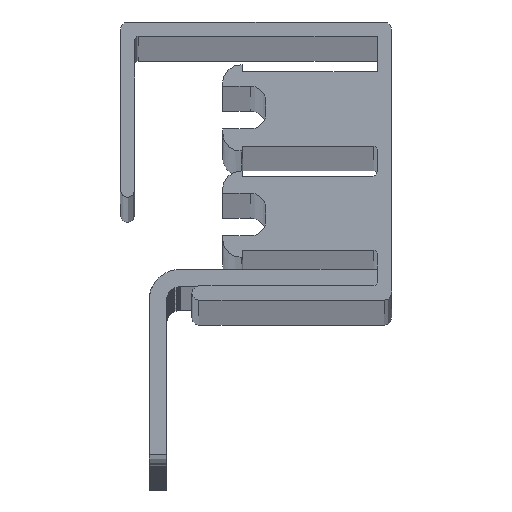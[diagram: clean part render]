
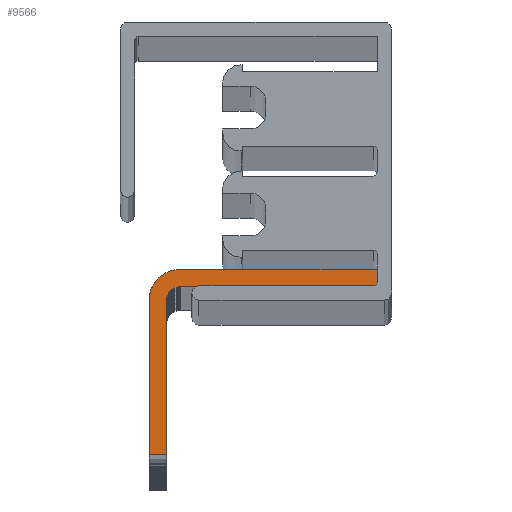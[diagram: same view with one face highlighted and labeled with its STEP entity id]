
A CAD part, top view. The second image highlights one B-rep face of the part: STEP entity #9566.
In plain terms, the highlighted planar face has unit normal (0, 0, 1).
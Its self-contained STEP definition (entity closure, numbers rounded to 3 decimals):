
#500=DIRECTION('',(-1.,0.,0.));
#501=VECTOR('',#500,12.25);
#502=CARTESIAN_POINT('',(8.25,-8.75,480.));
#503=LINE('',#502,#501);
#517=CARTESIAN_POINT('',(8.25,-8.5,480.));
#518=DIRECTION('',(0.,0.,1.));
#519=DIRECTION('',(0.,-1.,0.));
#520=AXIS2_PLACEMENT_3D('',#517,#518,#519);
#542=DIRECTION('',(0.,1.,0.));
#543=VECTOR('',#542,0.95);
#544=CARTESIAN_POINT('',(8.5,-8.5,480.));
#545=LINE('',#544,#543);
#913=DIRECTION('',(-1.,0.,0.));
#914=VECTOR('',#913,1.3);
#915=CARTESIAN_POINT('',(-4.,-8.75,480.));
#916=LINE('',#915,#914);
#917=CARTESIAN_POINT('',(-5.3,-9.75,480.));
#918=DIRECTION('',(0.,0.,1.));
#919=DIRECTION('',(0.,1.,0.));
#920=AXIS2_PLACEMENT_3D('',#917,#918,#919);
#922=DIRECTION('',(0.,-1.,0.));
#923=VECTOR('',#922,10.802);
#924=CARTESIAN_POINT('',(-6.3,-9.75,480.));
#925=LINE('',#924,#923);
#926=DIRECTION('',(-1.,0.,0.));
#927=VECTOR('',#926,1.2);
#928=CARTESIAN_POINT('',(-6.3,-20.552,480.));
#929=LINE('',#928,#927);
#930=DIRECTION('',(0.,1.,0.));
#931=VECTOR('',#930,10.802);
#932=CARTESIAN_POINT('',(-7.5,-20.552,480.));
#933=LINE('',#932,#931);
#934=CARTESIAN_POINT('',(-5.3,-9.75,480.));
#935=DIRECTION('',(0.,0.,-1.));
#936=DIRECTION('',(-1.,0.,0.));
#937=AXIS2_PLACEMENT_3D('',#934,#935,#936);
#1255=DIRECTION('',(-1.,0.,0.));
#1256=VECTOR('',#1255,13.8);
#1257=CARTESIAN_POINT('',(8.5,-7.55,480.));
#1258=LINE('',#1257,#1256);
#7135=CARTESIAN_POINT('',(-7.5,-20.552,480.));
#7137=VERTEX_POINT('',#7135);
#7145=CARTESIAN_POINT('',(-7.5,-9.75,480.));
#7146=VERTEX_POINT('',#7145);
#7153=CARTESIAN_POINT('',(-5.3,-7.55,480.));
#7154=VERTEX_POINT('',#7153);
#7573=CARTESIAN_POINT('',(-5.3,-8.75,480.));
#7575=VERTEX_POINT('',#7573);
#7579=CARTESIAN_POINT('',(-6.3,-9.75,480.));
#7580=VERTEX_POINT('',#7579);
#8217=CARTESIAN_POINT('',(-6.3,-20.552,480.));
#8218=VERTEX_POINT('',#8217);
#8220=CARTESIAN_POINT('',(-4.,-8.75,480.));
#8222=VERTEX_POINT('',#8220);
#8225=CARTESIAN_POINT('',(8.25,-8.75,480.));
#8226=VERTEX_POINT('',#8225);
#8229=CARTESIAN_POINT('',(8.5,-8.5,480.));
#8230=VERTEX_POINT('',#8229);
#8233=CARTESIAN_POINT('',(8.5,-7.55,480.));
#8234=VERTEX_POINT('',#8233);
#9543=CARTESIAN_POINT('',(0.5,-14.051,480.));
#9544=DIRECTION('',(0.,0.,1.));
#9545=DIRECTION('',(1.,0.,0.));
#9546=AXIS2_PLACEMENT_3D('',#9543,#9544,#9545);
#9547=PLANE('',#9546);
#9548=ORIENTED_EDGE('',*,*,#9137,.T.);
#9549=ORIENTED_EDGE('',*,*,#9087,.T.);
#9551=ORIENTED_EDGE('',*,*,#9550,.T.);
#9553=ORIENTED_EDGE('',*,*,#9552,.T.);
#9555=ORIENTED_EDGE('',*,*,#9554,.T.);
#9557=ORIENTED_EDGE('',*,*,#9556,.T.);
#9559=ORIENTED_EDGE('',*,*,#9558,.T.);
#9561=ORIENTED_EDGE('',*,*,#9560,.F.);
#9562=ORIENTED_EDGE('',*,*,#9188,.F.);
#9563=ORIENTED_EDGE('',*,*,#9165,.F.);
#9564=EDGE_LOOP('',(#9548,#9549,#9551,#9553,#9555,#9557,#9559,#9561,#9562,
#9563));
#9565=FACE_OUTER_BOUND('',#9564,.F.);
#521=CIRCLE('',#520,0.25);
#921=CIRCLE('',#920,1.);
#938=CIRCLE('',#937,2.2);
#9087=EDGE_CURVE('',#8222,#7575,#916,.T.);
#9137=EDGE_CURVE('',#8226,#8222,#503,.T.);
#9165=EDGE_CURVE('',#8226,#8230,#521,.T.);
#9188=EDGE_CURVE('',#8230,#8234,#545,.T.);
#9550=EDGE_CURVE('',#7575,#7580,#921,.T.);
#9552=EDGE_CURVE('',#7580,#8218,#925,.T.);
#9554=EDGE_CURVE('',#8218,#7137,#929,.T.);
#9556=EDGE_CURVE('',#7137,#7146,#933,.T.);
#9558=EDGE_CURVE('',#7146,#7154,#938,.T.);
#9560=EDGE_CURVE('',#8234,#7154,#1258,.T.);
#9566=ADVANCED_FACE('',(#9565),#9547,.T.);
